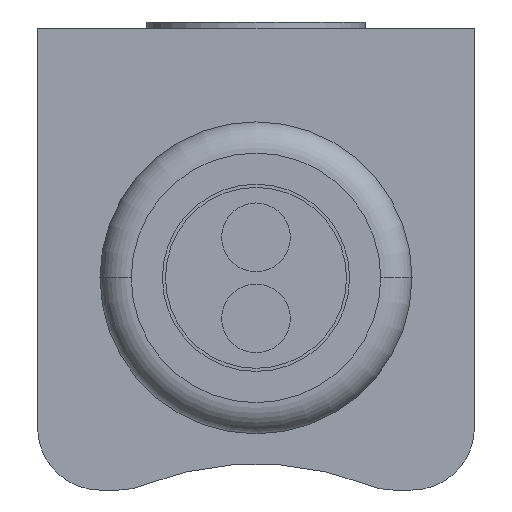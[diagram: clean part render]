
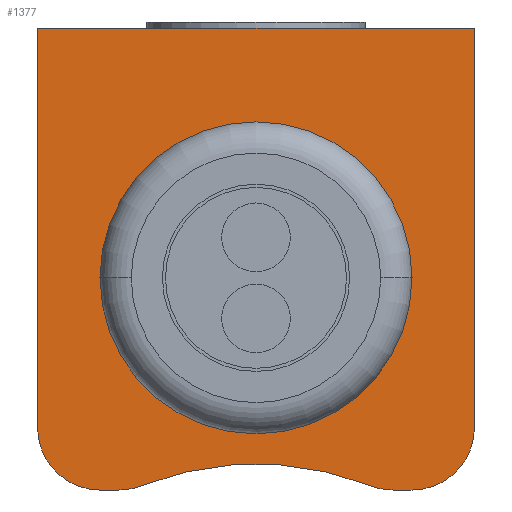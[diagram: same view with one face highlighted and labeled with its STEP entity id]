
A CAD part, left-side view. The second image highlights one B-rep face of the part: STEP entity #1377.
In plain terms, the highlighted planar face has unit normal (-1, 0, 0).
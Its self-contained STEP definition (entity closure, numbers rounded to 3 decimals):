
#20=CARTESIAN_POINT('',(0.,-2.5,1.));
#21=DIRECTION('',(-1.,0.,0.));
#22=DIRECTION('',(0.,0.,-1.));
#23=AXIS2_PLACEMENT_3D('',#20,#21,#22);
#25=DIRECTION('',(0.,1.,0.));
#26=VECTOR('',#25,0.301);
#27=CARTESIAN_POINT('',(0.,-2.5,0.));
#28=LINE('',#27,#26);
#29=CARTESIAN_POINT('',(0.,-2.199,1.));
#30=DIRECTION('',(-1.,0.,0.));
#31=DIRECTION('',(0.,0.366,-0.93));
#32=AXIS2_PLACEMENT_3D('',#29,#30,#31);
#34=CARTESIAN_POINT('',(0.,0.,-4.583));
#35=DIRECTION('',(-1.,0.,0.));
#36=DIRECTION('',(0.,-0.366,0.93));
#37=AXIS2_PLACEMENT_3D('',#34,#35,#36);
#39=CARTESIAN_POINT('',(0.,2.199,1.));
#40=DIRECTION('',(-1.,0.,0.));
#41=DIRECTION('',(0.,0.,-1.));
#42=AXIS2_PLACEMENT_3D('',#39,#40,#41);
#44=DIRECTION('',(0.,1.,0.));
#45=VECTOR('',#44,0.301);
#46=CARTESIAN_POINT('',(0.,2.199,0.));
#47=LINE('',#46,#45);
#48=CARTESIAN_POINT('',(0.,2.5,1.));
#49=DIRECTION('',(-1.,0.,0.));
#50=DIRECTION('',(0.,1.,0.));
#51=AXIS2_PLACEMENT_3D('',#48,#49,#50);
#53=DIRECTION('',(0.,0.,1.));
#54=VECTOR('',#53,6.4);
#55=CARTESIAN_POINT('',(0.,3.5,1.));
#56=LINE('',#55,#54);
#57=DIRECTION('',(0.,-1.,0.));
#58=VECTOR('',#57,7.);
#59=CARTESIAN_POINT('',(0.,3.5,7.4));
#60=LINE('',#59,#58);
#61=DIRECTION('',(0.,0.,-1.));
#62=VECTOR('',#61,6.4);
#63=CARTESIAN_POINT('',(0.,-3.5,7.4));
#64=LINE('',#63,#62);
#65=CARTESIAN_POINT('',(0.,0.,3.4));
#66=DIRECTION('',(-1.,0.,0.));
#67=DIRECTION('',(0.,-1.,0.));
#68=AXIS2_PLACEMENT_3D('',#65,#66,#67);
#70=CARTESIAN_POINT('',(0.,0.,3.4));
#71=DIRECTION('',(-1.,0.,0.));
#72=DIRECTION('',(0.,1.,0.));
#73=AXIS2_PLACEMENT_3D('',#70,#71,#72);
#1056=CARTESIAN_POINT('',(0.,3.5,7.4));
#1057=CARTESIAN_POINT('',(0.,-3.5,7.4));
#1058=VERTEX_POINT('',#1056);
#1059=VERTEX_POINT('',#1057);
#1060=CARTESIAN_POINT('',(0.,-2.5,0.));
#1061=CARTESIAN_POINT('',(0.,-3.5,1.));
#1062=VERTEX_POINT('',#1060);
#1063=VERTEX_POINT('',#1061);
#1068=CARTESIAN_POINT('',(0.,3.5,1.));
#1069=CARTESIAN_POINT('',(0.,2.5,0.));
#1070=VERTEX_POINT('',#1068);
#1071=VERTEX_POINT('',#1069);
#1076=CARTESIAN_POINT('',(0.,-2.199,0.));
#1077=VERTEX_POINT('',#1076);
#1078=CARTESIAN_POINT('',(0.,2.199,0.));
#1079=VERTEX_POINT('',#1078);
#1084=CARTESIAN_POINT('',(0.,1.832,0.07));
#1085=VERTEX_POINT('',#1084);
#1088=CARTESIAN_POINT('',(0.,-1.832,0.07));
#1089=VERTEX_POINT('',#1088);
#1096=CARTESIAN_POINT('',(0.,-2.5,3.4));
#1097=CARTESIAN_POINT('',(0.,2.5,3.4));
#1098=VERTEX_POINT('',#1096);
#1099=VERTEX_POINT('',#1097);
#1344=CARTESIAN_POINT('',(0.,0.,0.));
#1345=DIRECTION('',(1.,0.,0.));
#1346=DIRECTION('',(0.,1.,0.));
#1347=AXIS2_PLACEMENT_3D('',#1344,#1345,#1346);
#1348=PLANE('',#1347);
#1350=ORIENTED_EDGE('',*,*,#1349,.F.);
#1352=ORIENTED_EDGE('',*,*,#1351,.T.);
#1354=ORIENTED_EDGE('',*,*,#1353,.F.);
#1356=ORIENTED_EDGE('',*,*,#1355,.T.);
#1358=ORIENTED_EDGE('',*,*,#1357,.F.);
#1360=ORIENTED_EDGE('',*,*,#1359,.T.);
#1362=ORIENTED_EDGE('',*,*,#1361,.F.);
#1364=ORIENTED_EDGE('',*,*,#1363,.T.);
#1366=ORIENTED_EDGE('',*,*,#1365,.T.);
#1368=ORIENTED_EDGE('',*,*,#1367,.T.);
#1369=EDGE_LOOP('',(#1350,#1352,#1354,#1356,#1358,#1360,#1362,#1364,#1366,
#1368));
#1370=FACE_OUTER_BOUND('',#1369,.F.);
#1372=ORIENTED_EDGE('',*,*,#1371,.T.);
#1374=ORIENTED_EDGE('',*,*,#1373,.T.);
#1375=EDGE_LOOP('',(#1372,#1374));
#1376=FACE_BOUND('',#1375,.F.);
#24=CIRCLE('',#23,1.);
#33=CIRCLE('',#32,1.);
#38=CIRCLE('',#37,5.);
#43=CIRCLE('',#42,1.);
#52=CIRCLE('',#51,1.);
#69=CIRCLE('',#68,2.5);
#74=CIRCLE('',#73,2.5);
#1349=EDGE_CURVE('',#1062,#1063,#24,.T.);
#1351=EDGE_CURVE('',#1062,#1077,#28,.T.);
#1353=EDGE_CURVE('',#1089,#1077,#33,.T.);
#1355=EDGE_CURVE('',#1089,#1085,#38,.T.);
#1357=EDGE_CURVE('',#1079,#1085,#43,.T.);
#1359=EDGE_CURVE('',#1079,#1071,#47,.T.);
#1361=EDGE_CURVE('',#1070,#1071,#52,.T.);
#1363=EDGE_CURVE('',#1070,#1058,#56,.T.);
#1365=EDGE_CURVE('',#1058,#1059,#60,.T.);
#1367=EDGE_CURVE('',#1059,#1063,#64,.T.);
#1371=EDGE_CURVE('',#1098,#1099,#69,.T.);
#1373=EDGE_CURVE('',#1099,#1098,#74,.T.);
#1377=ADVANCED_FACE('',(#1370,#1376),#1348,.F.);
